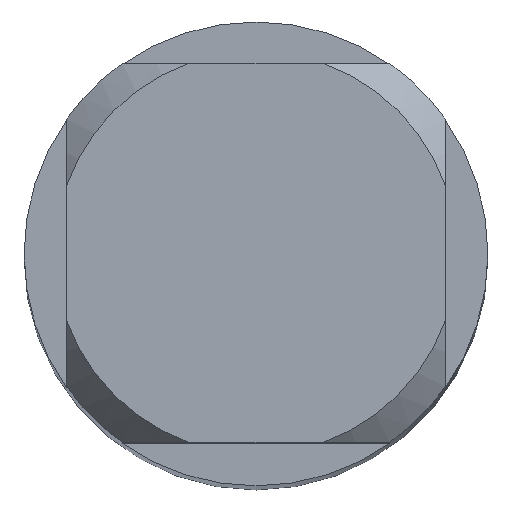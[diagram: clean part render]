
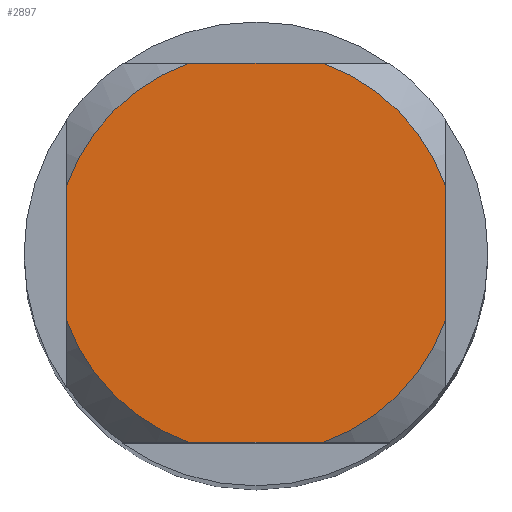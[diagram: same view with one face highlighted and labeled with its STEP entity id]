
A CAD part, top view. The second image highlights one B-rep face of the part: STEP entity #2897.
In plain terms, the highlighted planar face has unit normal (0, 0, 1).
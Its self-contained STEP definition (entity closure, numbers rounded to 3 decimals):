
#1539=EDGE_CURVE('',#2473,#3529,#4429,.T.);
#1553=EDGE_CURVE('',#2151,#1851,#4444,.T.);
#1655=VERTEX_POINT('',#4557);
#1851=VERTEX_POINT('',#4770);
#1975=EDGE_CURVE('',#2473,#3865,#4907,.T.);
#2151=VERTEX_POINT('',#5098);
#2195=VERTEX_POINT('',#5143);
#2219=EDGE_CURVE('',#1655,#3529,#5168,.T.);
#2473=VERTEX_POINT('',#5455);
#2691=VERTEX_POINT('',#5687);
#2823=EDGE_CURVE('',#1655,#1851,#5833,.T.);
#2897=ADVANCED_FACE('',(#5912),#5913,.T.);
#3085=EDGE_CURVE('',#2151,#2691,#6117,.T.);
#3375=EDGE_CURVE('',#2195,#2691,#6426,.T.);
#3529=VERTEX_POINT('',#6597);
#3865=VERTEX_POINT('',#6964);
#4029=EDGE_CURVE('',#2195,#3865,#7141,.T.);
#4429=CIRCLE('',#7915,2.6);
#4444=LINE('',#7960,#7961);
#4557=CARTESIAN_POINT('',(0.87,2.45,0.0));
#4770=CARTESIAN_POINT('',(2.45,0.87,0.0));
#4907=LINE('',#10942,#10943);
#5098=CARTESIAN_POINT('',(2.45,-0.87,0.0));
#5143=CARTESIAN_POINT('',(-0.87,-2.45,0.0));
#5168=LINE('',#11740,#11741);
#5455=CARTESIAN_POINT('',(-2.45,0.87,0.0));
#5687=CARTESIAN_POINT('',(0.87,-2.45,0.0));
#5833=CIRCLE('',#14631,2.6);
#5912=FACE_OUTER_BOUND('',#15044,.T.);
#5913=PLANE('',#15045);
#6117=CIRCLE('',#15826,2.6);
#6426=LINE('',#17325,#17326);
#6597=CARTESIAN_POINT('',(-0.87,2.45,0.0));
#6964=CARTESIAN_POINT('',(-2.45,-0.87,0.0));
#7141=CIRCLE('',#20232,2.6);
#7915=AXIS2_PLACEMENT_3D('',#21926,#21927,#21928);
#7960=CARTESIAN_POINT('',(2.45,0.65,0.0));
#7961=VECTOR('',#21937,1.0);
#10942=CARTESIAN_POINT('',(-2.45,0.65,0.0));
#10943=VECTOR('',#22436,1.0);
#11740=CARTESIAN_POINT('',(0.0,2.45,0.0));
#11741=VECTOR('',#22674,1.0);
#14631=AXIS2_PLACEMENT_3D('',#23349,#23350,#23351);
#15044=EDGE_LOOP('',(#23416,#23417,#23418,#23419,#23420,#23421,#23422,#23423));
#15045=AXIS2_PLACEMENT_3D('',#23424,#23425,#23426);
#15826=AXIS2_PLACEMENT_3D('',#23595,#23596,#23597);
#17325=CARTESIAN_POINT('',(0.0,-2.45,0.0));
#17326=VECTOR('',#23902,1.0);
#20232=AXIS2_PLACEMENT_3D('',#24709,#24710,#24711);
#21926=CARTESIAN_POINT('',(0.0,0.0,0.0));
#21927=DIRECTION('',(0.0,0.0,-1.0));
#21928=DIRECTION('',(0.0,1.0,0.0));
#21937=DIRECTION('',(-0.0,1.0,0.0));
#22436=DIRECTION('',(-0.0,-1.0,0.0));
#22674=DIRECTION('',(-1.0,0.0,0.0));
#23349=CARTESIAN_POINT('',(0.0,0.0,0.0));
#23350=DIRECTION('',(0.0,0.0,-1.0));
#23351=DIRECTION('',(0.0,1.0,0.0));
#23416=ORIENTED_EDGE('',*,*,#1975,.T.);
#23417=ORIENTED_EDGE('',*,*,#4029,.F.);
#23418=ORIENTED_EDGE('',*,*,#3375,.T.);
#23419=ORIENTED_EDGE('',*,*,#3085,.F.);
#23420=ORIENTED_EDGE('',*,*,#1553,.T.);
#23421=ORIENTED_EDGE('',*,*,#2823,.F.);
#23422=ORIENTED_EDGE('',*,*,#2219,.T.);
#23423=ORIENTED_EDGE('',*,*,#1539,.F.);
#23424=CARTESIAN_POINT('',(0.0,1.3,0.0));
#23425=DIRECTION('',(-0.0,0.0,1.0));
#23426=DIRECTION('',(0.0,-1.0,0.0));
#23595=CARTESIAN_POINT('',(0.0,0.0,0.0));
#23596=DIRECTION('',(0.0,0.0,-1.0));
#23597=DIRECTION('',(0.0,1.0,0.0));
#23902=DIRECTION('',(1.0,0.0,0.0));
#24709=CARTESIAN_POINT('',(0.0,0.0,0.0));
#24710=DIRECTION('',(0.0,0.0,-1.0));
#24711=DIRECTION('',(0.0,1.0,0.0));
